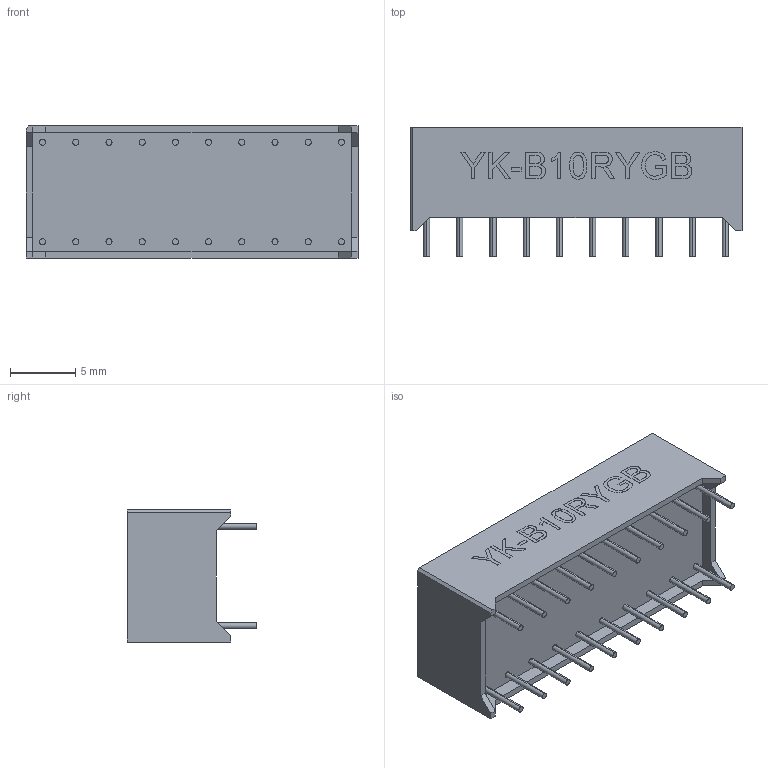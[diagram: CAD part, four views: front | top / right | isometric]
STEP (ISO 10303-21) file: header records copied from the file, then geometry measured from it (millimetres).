
FILE_DESCRIPTION (( 'STEP AP214' ), '1' );
FILE_NAME ('AF326B8D-0C8E-4FD2-8267-5E6330CD6B03.STEP', '2022-07-02T06:17:51', ( '' ), ( '' ), 'SwSTEP 2.0', 'SolidWorks 2022', '' );
FILE_SCHEMA (( 'AUTOMOTIVE_DESIGN' ));
Length unit declared in the file: millimetre
Products named in the file (1): AF326B8D-0C8E-4FD2-8267-5E6330CD6B03
Bounding box: 25.4 x 9.92 x 10.1 mm (x, y, z)
Volume: 1566.8 mm3; surface area: 1198.6 mm2
Topology: 1 solids, 1 shells, 281 faces, 691 edges, 458 vertices
Faces by surface type: plane 188, bspline 53, cylinder 40
Entity records: 13569 total; most frequent: CARTESIAN_POINT 4428, ORIENTED_EDGE 1382, DIRECTION 1123, EDGE_CURVE 691, LINE 505, VECTOR 505, VERTEX_POINT 458, EDGE_LOOP 327
